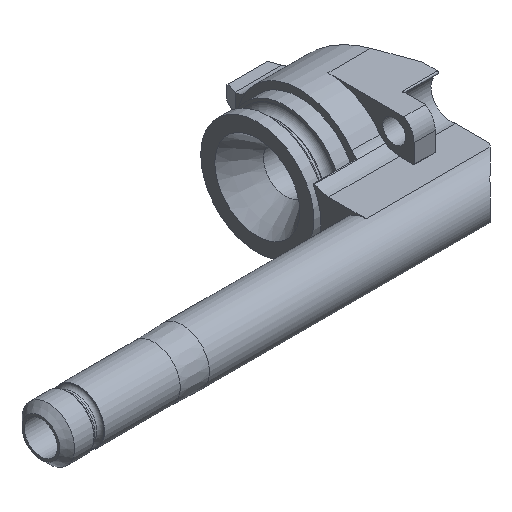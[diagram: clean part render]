
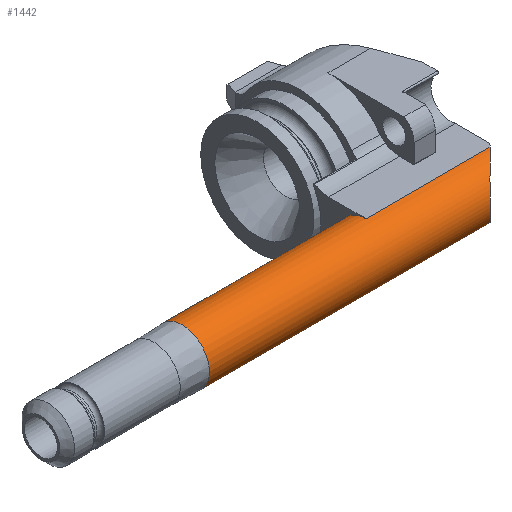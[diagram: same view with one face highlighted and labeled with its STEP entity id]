
A CAD part, isometric view. The second image highlights one B-rep face of the part: STEP entity #1442.
In plain terms, the highlighted cylindrical face has radius 6.096 mm (diameter 12.192 mm), a full revolution.
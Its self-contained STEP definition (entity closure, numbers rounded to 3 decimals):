
#27=ELLIPSE('',#1514,8.621,6.096);
#109=CYLINDRICAL_SURFACE('',#1613,6.096);
#174=FACE_OUTER_BOUND('',#260,.T.);
#260=EDGE_LOOP('',(#1276,#1277,#1278,#1279,#1280,#1281,#1282,#1283));
#381=LINE('',#2501,#497);
#383=LINE('',#2505,#499);
#385=LINE('',#2510,#501);
#497=VECTOR('',#2019,10.);
#499=VECTOR('',#2023,10.);
#501=VECTOR('',#2031,6.096);
#515=CIRCLE('',#1480,6.096);
#516=CIRCLE('',#1481,6.096);
#585=CIRCLE('',#1612,6.096);
#601=VERTEX_POINT('',#2127);
#602=VERTEX_POINT('',#2128);
#625=VERTEX_POINT('',#2195);
#626=VERTEX_POINT('',#2196);
#722=VERTEX_POINT('',#2500);
#723=VERTEX_POINT('',#2504);
#739=EDGE_CURVE('',#601,#602,#515,.T.);
#740=EDGE_CURVE('',#602,#601,#516,.T.);
#771=EDGE_CURVE('',#625,#626,#27,.T.);
#916=EDGE_CURVE('',#722,#625,#381,.T.);
#918=EDGE_CURVE('',#723,#626,#383,.T.);
#920=EDGE_CURVE('',#723,#722,#585,.T.);
#921=EDGE_CURVE('',#602,#723,#385,.T.);
#1276=ORIENTED_EDGE('',*,*,#739,.F.);
#1277=ORIENTED_EDGE('',*,*,#740,.F.);
#1278=ORIENTED_EDGE('',*,*,#921,.T.);
#1279=ORIENTED_EDGE('',*,*,#920,.T.);
#1280=ORIENTED_EDGE('',*,*,#916,.T.);
#1281=ORIENTED_EDGE('',*,*,#771,.T.);
#1282=ORIENTED_EDGE('',*,*,#918,.F.);
#1283=ORIENTED_EDGE('',*,*,#921,.F.);
#1442=ADVANCED_FACE('',(#174),#109,.T.);
#1480=AXIS2_PLACEMENT_3D('',#2129,#1661,#1662);
#1481=AXIS2_PLACEMENT_3D('',#2130,#1663,#1664);
#1514=AXIS2_PLACEMENT_3D('',#2197,#1739,#1740);
#1612=AXIS2_PLACEMENT_3D('',#2508,#2027,#2028);
#1613=AXIS2_PLACEMENT_3D('',#2509,#2029,#2030);
#1661=DIRECTION('center_axis',(-1.,0.,0.));
#1662=DIRECTION('ref_axis',(0.,0.,1.));
#1663=DIRECTION('center_axis',(-1.,0.,0.));
#1664=DIRECTION('ref_axis',(0.,0.,1.));
#1739=DIRECTION('center_axis',(-0.707,0.707,0.));
#1740=DIRECTION('ref_axis',(0.707,0.707,0.));
#2019=DIRECTION('',(1.,0.,0.));
#2023=DIRECTION('',(1.,0.,0.));
#2027=DIRECTION('center_axis',(-1.,0.,0.));
#2028=DIRECTION('ref_axis',(0.,0.,-1.));
#2029=DIRECTION('center_axis',(1.,0.,0.));
#2030=DIRECTION('ref_axis',(0.,0.,-1.));
#2031=DIRECTION('',(1.,0.,0.));
#2127=CARTESIAN_POINT('',(-68.263,-24.436,-6.096));
#2128=CARTESIAN_POINT('',(-68.263,-24.436,6.096));
#2129=CARTESIAN_POINT('Origin',(-68.263,-24.436,0.));
#2130=CARTESIAN_POINT('Origin',(-68.263,-24.436,0.));
#2195=CARTESIAN_POINT('',(0.839,-24.436,-6.096));
#2196=CARTESIAN_POINT('',(0.839,-24.436,6.096));
#2197=CARTESIAN_POINT('Origin',(0.839,-24.436,0.));
#2500=CARTESIAN_POINT('',(-26.988,-24.436,-6.096));
#2501=CARTESIAN_POINT('',(-11.113,-24.436,-6.096));
#2504=CARTESIAN_POINT('',(-26.988,-24.436,6.096));
#2505=CARTESIAN_POINT('',(-11.113,-24.436,6.096));
#2508=CARTESIAN_POINT('Origin',(-26.988,-24.436,0.));
#2509=CARTESIAN_POINT('Origin',(-6.35,-24.436,0.));
#2510=CARTESIAN_POINT('',(-6.35,-24.436,6.096));
